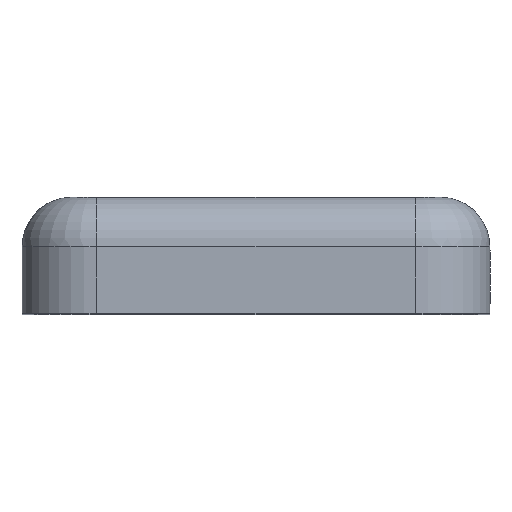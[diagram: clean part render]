
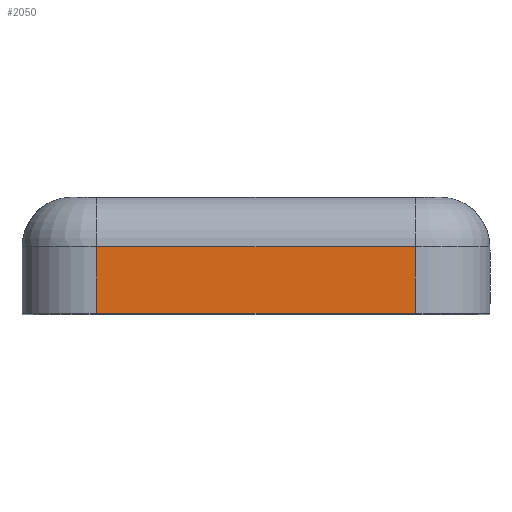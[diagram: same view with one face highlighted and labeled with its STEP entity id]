
A CAD part, top view. The second image highlights one B-rep face of the part: STEP entity #2050.
In plain terms, the highlighted planar face has unit normal (0, 0, 1).
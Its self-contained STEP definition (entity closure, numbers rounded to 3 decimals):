
#92 = LINE ( 'NONE', #1232, #2105 ) ;
#190 = AXIS2_PLACEMENT_3D ( 'NONE', #1256, #1243, #1455 ) ;
#193 = CARTESIAN_POINT ( 'NONE',  ( -3.85, -2.8, 11. ) ) ;
#194 = VERTEX_POINT ( 'NONE', #1174 ) ;
#288 = LINE ( 'NONE', #868, #2185 ) ;
#362 = VERTEX_POINT ( 'NONE', #1684 ) ;
#394 = ORIENTED_EDGE ( 'NONE', *, *, #635, .F. ) ;
#630 = CARTESIAN_POINT ( 'NONE',  ( 3.85, -2.8, 11. ) ) ;
#635 = EDGE_CURVE ( 'NONE', #362, #2307, #288, .T. ) ;
#660 = DIRECTION ( 'NONE',  ( 0., -1., 0. ) ) ;
#804 = VECTOR ( 'NONE', #1978, 1000. ) ;
#866 = EDGE_LOOP ( 'NONE', ( #1368, #394, #1671, #1310 ) ) ;
#868 = CARTESIAN_POINT ( 'NONE',  ( 3.85, 0., 11. ) ) ;
#974 = FACE_OUTER_BOUND ( 'NONE', #866, .T. ) ;
#1025 = CARTESIAN_POINT ( 'NONE',  ( -3.85, 0., 11. ) ) ;
#1174 = CARTESIAN_POINT ( 'NONE',  ( -3.85, -1.2, 11. ) ) ;
#1175 = EDGE_CURVE ( 'NONE', #2128, #2307, #1845, .T. ) ;
#1192 = CARTESIAN_POINT ( 'NONE',  ( -3.85, -2.8, 11. ) ) ;
#1199 = VECTOR ( 'NONE', #660, 1000. ) ;
#1232 = CARTESIAN_POINT ( 'NONE',  ( -3.85, -1.2, 11. ) ) ;
#1243 = DIRECTION ( 'NONE',  ( 0., 0., 1. ) ) ;
#1256 = CARTESIAN_POINT ( 'NONE',  ( -3.85, 0., 11. ) ) ;
#1310 = ORIENTED_EDGE ( 'NONE', *, *, #1421, .T. ) ;
#1368 = ORIENTED_EDGE ( 'NONE', *, *, #1175, .T. ) ;
#1386 = EDGE_CURVE ( 'NONE', #194, #362, #92, .T. ) ;
#1421 = EDGE_CURVE ( 'NONE', #194, #2128, #1532, .T. ) ;
#1455 = DIRECTION ( 'NONE',  ( 1., 0., 0. ) ) ;
#1475 = DIRECTION ( 'NONE',  ( 0., -1., 0. ) ) ;
#1532 = LINE ( 'NONE', #1025, #1199 ) ;
#1671 = ORIENTED_EDGE ( 'NONE', *, *, #1386, .F. ) ;
#1684 = CARTESIAN_POINT ( 'NONE',  ( 3.85, -1.2, 11. ) ) ;
#1845 = LINE ( 'NONE', #1192, #804 ) ;
#1978 = DIRECTION ( 'NONE',  ( 1., 0., 0. ) ) ;
#2026 = PLANE ( 'NONE',  #190 ) ;
#2050 = ADVANCED_FACE ( 'NONE', ( #974 ), #2026, .T. ) ;
#2105 = VECTOR ( 'NONE', #2211, 1000. ) ;
#2128 = VERTEX_POINT ( 'NONE', #193 ) ;
#2185 = VECTOR ( 'NONE', #1475, 1000. ) ;
#2211 = DIRECTION ( 'NONE',  ( 1., 0., 0. ) ) ;
#2307 = VERTEX_POINT ( 'NONE', #630 ) ;
